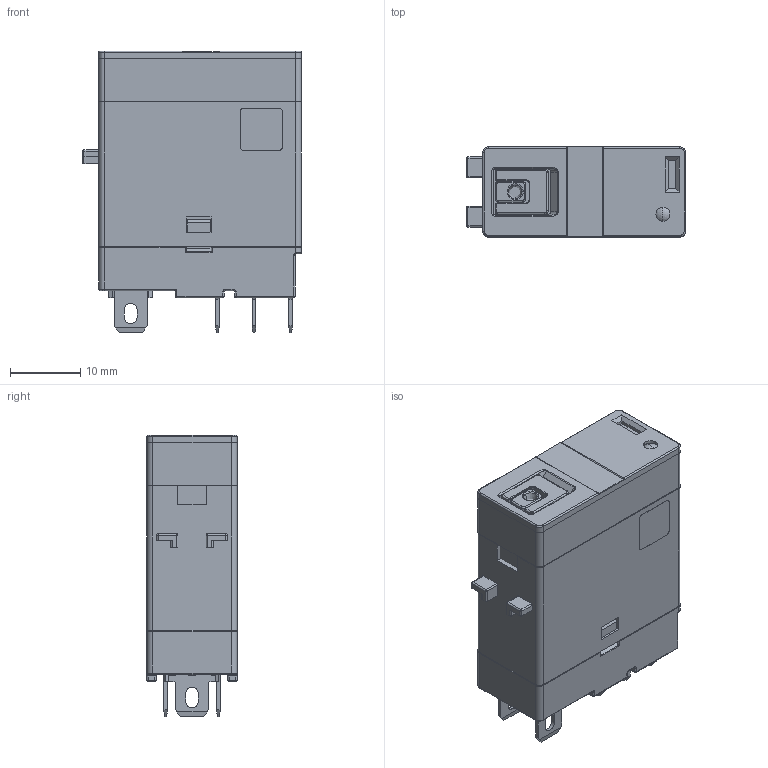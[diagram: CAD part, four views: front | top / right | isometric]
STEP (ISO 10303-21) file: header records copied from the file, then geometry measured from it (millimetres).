
FILE_DESCRIPTION (( 'STEP AP203' ), '1' );
FILE_NAME ('HF157F-XXX-1Z25FD1.STEP', '2024-12-23T11:51:00', ( '' ), ( '' ), 'SwSTEP 2.0', 'SolidWorks 2022', '' );
FILE_SCHEMA (( 'CONFIG_CONTROL_DESIGN' ));
Length unit declared in the file: millimetre
Products named in the file (1): HF157F-XXX-1Z25FD1
Bounding box: 31.1 x 12.8 x 40 mm (x, y, z)
Volume: 13822.8 mm3; surface area: 10409.7 mm2
Topology: 11 solids, 11 shells, 1379 faces, 3547 edges, 2147 vertices
Faces by surface type: plane 618, cylinder 510, torus 106, bspline 70, sphere 60, cone 15
Entity records: 42473 total; most frequent: CARTESIAN_POINT 9269, DIRECTION 6952, ORIENTED_EDGE 6950, EDGE_CURVE 3475, AXIS2_PLACEMENT_3D 2390, LINE 2172, VECTOR 2172, VERTEX_POINT 2145
